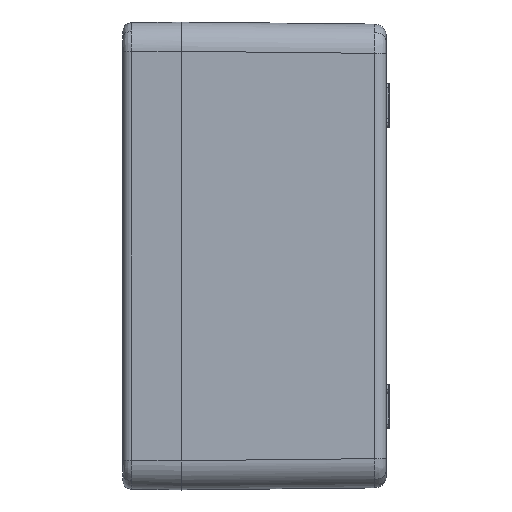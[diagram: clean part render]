
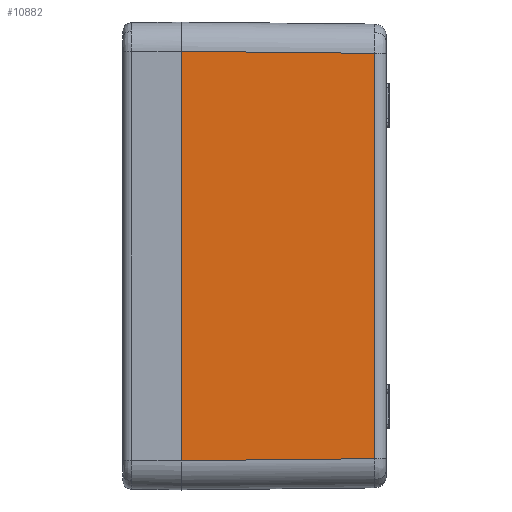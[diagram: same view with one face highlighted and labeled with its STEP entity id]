
A CAD part, left-side view. The second image highlights one B-rep face of the part: STEP entity #10882.
In plain terms, the highlighted planar face has unit normal (-1, -0.011, 0).
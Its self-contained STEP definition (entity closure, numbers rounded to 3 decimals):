
#912=LINE('',#19369,#1472);
#1009=LINE('',#20767,#1569);
#1010=LINE('',#20768,#1570);
#1011=LINE('',#20769,#1571);
#1472=VECTOR('',#14924,1000.);
#1569=VECTOR('',#15129,1000.);
#1570=VECTOR('',#15130,1000.);
#1571=VECTOR('',#15131,1000.);
#1820=PLANE('',#12221);
#2515=FACE_OUTER_BOUND('',#3307,.T.);
#3307=EDGE_LOOP('',(#9024,#9025,#9026,#9027));
#5121=VERTEX_POINT('',#18898);
#5216=VERTEX_POINT('',#19367);
#5217=VERTEX_POINT('',#19368);
#5325=VERTEX_POINT('',#20766);
#6496=EDGE_CURVE('',#5216,#5217,#912,.T.);
#6663=EDGE_CURVE('',#5216,#5325,#1009,.T.);
#6664=EDGE_CURVE('',#5325,#5121,#1010,.T.);
#6665=EDGE_CURVE('',#5121,#5217,#1011,.T.);
#9024=ORIENTED_EDGE('',*,*,#6663,.T.);
#9025=ORIENTED_EDGE('',*,*,#6664,.T.);
#9026=ORIENTED_EDGE('',*,*,#6665,.T.);
#9027=ORIENTED_EDGE('',*,*,#6496,.F.);
#10882=ADVANCED_FACE('',(#2515),#1820,.T.);
#12221=AXIS2_PLACEMENT_3D('',#20765,#15127,#15128);
#14924=DIRECTION('',(0.,0.,1.));
#15127=DIRECTION('center_axis',(-1.,-0.01,
0.));
#15128=DIRECTION('ref_axis',(0.01,-1.,0.));
#15129=DIRECTION('',(0.01,-1.,0.01));
#15130=DIRECTION('',(0.,0.,1.));
#15131=DIRECTION('',(-0.01,1.,0.01));
#18898=CARTESIAN_POINT('',(-179.282,-66.542,69.283));
#19367=CARTESIAN_POINT('',(-179.974,-0.5,-69.974));
#19368=CARTESIAN_POINT('',(-179.974,-0.5,69.974));
#19369=CARTESIAN_POINT('',(-179.974,-0.5,-80.));
#20765=CARTESIAN_POINT('Origin',(-180.,2.,-80.));
#20766=CARTESIAN_POINT('',(-179.282,-66.542,-69.283));
#20767=CARTESIAN_POINT('',(-180.001,2.105,-70.002));
#20768=CARTESIAN_POINT('',(-179.282,-66.542,69.241));
#20769=CARTESIAN_POINT('',(-179.984,0.429,69.984));
